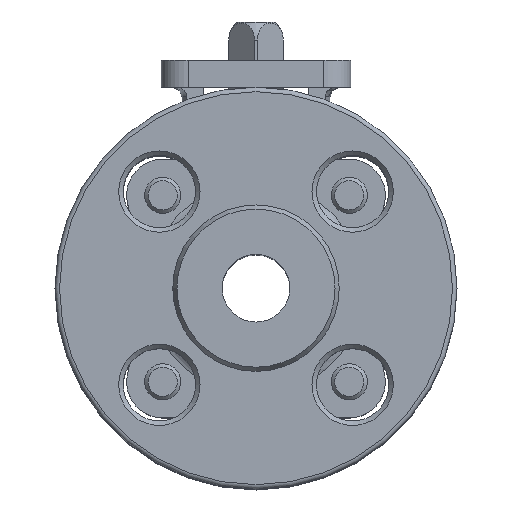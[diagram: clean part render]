
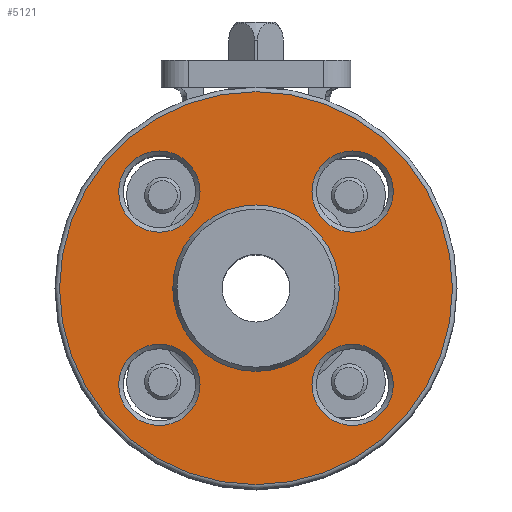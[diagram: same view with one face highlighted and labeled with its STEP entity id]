
A CAD part, top view. The second image highlights one B-rep face of the part: STEP entity #5121.
In plain terms, the highlighted planar face has unit normal (0, 0, 1).
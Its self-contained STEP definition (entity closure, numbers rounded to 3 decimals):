
#847=PLANE('',#5595);
#1397=ORIENTED_EDGE('',*,*,#2793,.F.);
#1398=ORIENTED_EDGE('',*,*,#2797,.F.);
#1399=ORIENTED_EDGE('',*,*,#2798,.F.);
#1400=ORIENTED_EDGE('',*,*,#2799,.F.);
#1401=ORIENTED_EDGE('',*,*,#2800,.F.);
#1402=ORIENTED_EDGE('',*,*,#2796,.T.);
#2793=EDGE_CURVE('',#3490,#3490,#3898,.T.);
#2796=EDGE_CURVE('',#3493,#3493,#3901,.T.);
#2797=EDGE_CURVE('',#3494,#3494,#3902,.T.);
#2798=EDGE_CURVE('',#3495,#3495,#3903,.T.);
#2799=EDGE_CURVE('',#3496,#3496,#3904,.T.);
#2800=EDGE_CURVE('',#3497,#3497,#3905,.T.);
#3490=VERTEX_POINT('',#8511);
#3493=VERTEX_POINT('',#8519);
#3494=VERTEX_POINT('',#8522);
#3495=VERTEX_POINT('',#8524);
#3496=VERTEX_POINT('',#8526);
#3497=VERTEX_POINT('',#8528);
#3898=CIRCLE('',#5589,43.5);
#3901=CIRCLE('',#5594,18.424);
#3902=CIRCLE('',#5596,9.);
#3903=CIRCLE('',#5597,9.);
#3904=CIRCLE('',#5598,9.);
#3905=CIRCLE('',#5599,9.);
#4187=EDGE_LOOP('',(#1397));
#4188=EDGE_LOOP('',(#1398));
#4189=EDGE_LOOP('',(#1399));
#4190=EDGE_LOOP('',(#1400));
#4191=EDGE_LOOP('',(#1401));
#4192=EDGE_LOOP('',(#1402));
#4620=FACE_BOUND('',#4187,.T.);
#4621=FACE_BOUND('',#4188,.T.);
#4622=FACE_BOUND('',#4189,.T.);
#4623=FACE_BOUND('',#4190,.T.);
#4624=FACE_BOUND('',#4191,.T.);
#4625=FACE_BOUND('',#4192,.T.);
#5121=ADVANCED_FACE('',(#4620,#4621,#4622,#4623,#4624,#4625),#847,.F.);
#5589=AXIS2_PLACEMENT_3D('',#8510,#6552,#6553);
#5594=AXIS2_PLACEMENT_3D('',#8518,#6562,#6563);
#5595=AXIS2_PLACEMENT_3D('',#8520,#6564,#6565);
#5596=AXIS2_PLACEMENT_3D('',#8521,#6566,#6567);
#5597=AXIS2_PLACEMENT_3D('',#8523,#6568,#6569);
#5598=AXIS2_PLACEMENT_3D('',#8525,#6570,#6571);
#5599=AXIS2_PLACEMENT_3D('',#8527,#6572,#6573);
#6552=DIRECTION('',(0.,0.,-1.));
#6553=DIRECTION('',(-1.,0.,0.));
#6562=DIRECTION('',(0.,0.,-1.));
#6563=DIRECTION('',(-1.,0.,0.));
#6564=DIRECTION('',(0.,0.,-1.));
#6565=DIRECTION('',(-1.,0.,0.));
#6566=DIRECTION('',(0.,0.,1.));
#6567=DIRECTION('',(1.,0.,0.));
#6568=DIRECTION('',(0.,0.,1.));
#6569=DIRECTION('',(1.,0.,0.));
#6570=DIRECTION('',(0.,0.,1.));
#6571=DIRECTION('',(1.,0.,0.));
#6572=DIRECTION('',(0.,0.,1.));
#6573=DIRECTION('',(1.,0.,0.));
#8510=CARTESIAN_POINT('',(0.,0.,44.1));
#8511=CARTESIAN_POINT('',(-43.5,0.,44.1));
#8518=CARTESIAN_POINT('',(0.,0.,44.1));
#8519=CARTESIAN_POINT('',(-18.424,0.,44.1));
#8520=CARTESIAN_POINT('',(0.,18.424,44.1));
#8521=CARTESIAN_POINT('',(-21.39,-21.39,44.1));
#8522=CARTESIAN_POINT('',(-12.39,-21.39,44.1));
#8523=CARTESIAN_POINT('',(21.39,-21.39,44.1));
#8524=CARTESIAN_POINT('',(30.39,-21.39,44.1));
#8525=CARTESIAN_POINT('',(21.39,21.39,44.1));
#8526=CARTESIAN_POINT('',(30.39,21.39,44.1));
#8527=CARTESIAN_POINT('',(-21.39,21.39,44.1));
#8528=CARTESIAN_POINT('',(-12.39,21.39,44.1));
